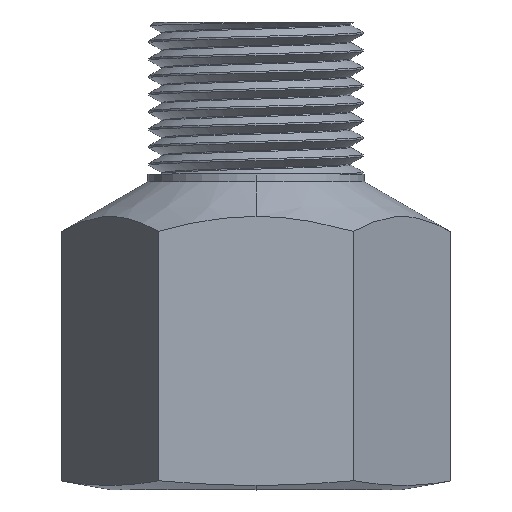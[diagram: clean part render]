
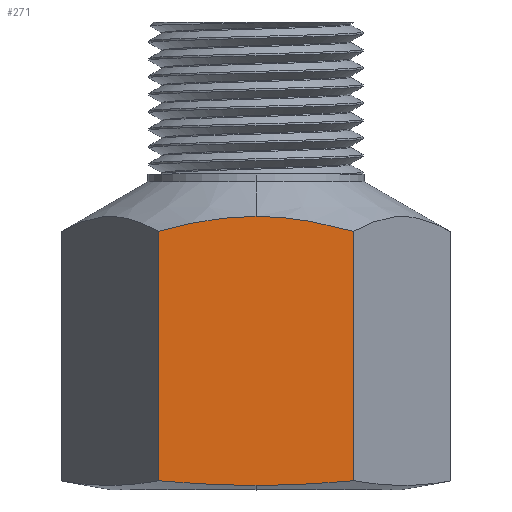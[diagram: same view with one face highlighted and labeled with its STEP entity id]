
A CAD part, top view. The second image highlights one B-rep face of the part: STEP entity #271.
In plain terms, the highlighted planar face has unit normal (0, 0, 1).
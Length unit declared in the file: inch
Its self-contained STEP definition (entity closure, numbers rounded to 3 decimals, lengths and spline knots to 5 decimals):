
#46 = AXIS2_PLACEMENT_3D ( 'NONE', #759, #3470, #1662 ) ;
#50 = CARTESIAN_POINT ( 'NONE',  ( 0.2565, 0.82552, 0.53 ) ) ;
#61 = CARTESIAN_POINT ( 'NONE',  ( 0., 0.85857, 0.53 ) ) ;
#78 = CARTESIAN_POINT ( 'NONE',  ( -0.20514, 0.83672, 0.53 ) ) ;
#110 = EDGE_CURVE ( 'NONE', #2057, #2107, #3888, .T. ) ;
#123 = CARTESIAN_POINT ( 'NONE',  ( 0., 0.85857, 0.53 ) ) ;
#147 = CARTESIAN_POINT ( 'NONE',  ( -0.306, 0.81123, 0.53 ) ) ;
#255 = B_SPLINE_CURVE_WITH_KNOTS ( 'NONE', 3,
 ( #2167, #50, #365, #2479, #672, #2789, #984, #3090 ),
 .UNSPECIFIED., .F., .F.,
 ( 4, 2, 2, 4 ),
 ( 0.03937, 0.0433, 0.04527, 0.04724 ),
 .UNSPECIFIED. ) ;
#269 = VERTEX_POINT ( 'NONE', #2254 ) ;
#271 = ADVANCED_FACE ( 'NONE', ( #2193 ), #1066, .F. ) ;
#365 = CARTESIAN_POINT ( 'NONE',  ( 0.20638, 0.83741, 0.53 ) ) ;
#379 = CARTESIAN_POINT ( 'NONE',  ( -0.28108, 0.81843, 0.53 ) ) ;
#405 = ORIENTED_EDGE ( 'NONE', *, *, #1348, .T. ) ;
#464 = CARTESIAN_POINT ( 'NONE',  ( 0., 0.01311, 0.53 ) ) ;
#565 = CARTESIAN_POINT ( 'NONE',  ( 0.10206, 0.01444, 0.53 ) ) ;
#672 = CARTESIAN_POINT ( 'NONE',  ( 0.10405, 0.85309, 0.53 ) ) ;
#737 = CARTESIAN_POINT ( 'NONE',  ( -0.25507, 0.02308, 0.53 ) ) ;
#759 = CARTESIAN_POINT ( 'NONE',  ( -0.306, 1.47, 0.53 ) ) ;
#871 = CARTESIAN_POINT ( 'NONE',  ( 0.25503, 0.02308, 0.53 ) ) ;
#891 = VERTEX_POINT ( 'NONE', #464 ) ;
#984 = CARTESIAN_POINT ( 'NONE',  ( 0.02591, 0.85857, 0.53 ) ) ;
#1031 = VERTEX_POINT ( 'NONE', #123 ) ;
#1050 = CARTESIAN_POINT ( 'NONE',  ( -0.10197, 0.01443, 0.53 ) ) ;
#1066 = PLANE ( 'NONE',  #46 ) ;
#1088 = EDGE_CURVE ( 'NONE', #269, #891, #1954, .T. ) ;
#1287 = CARTESIAN_POINT ( 'NONE',  ( -0.05178, 0.85857, 0.53 ) ) ;
#1316 = CARTESIAN_POINT ( 'NONE',  ( -0.306, 1.47, 0.53 ) ) ;
#1332 = B_SPLINE_CURVE_WITH_KNOTS ( 'NONE', 3,
 ( #2069, #2374, #565, #2676, #871, #2984 ),
 .UNSPECIFIED., .F., .F.,
 ( 4, 2, 4 ),
 ( 0.02067, 0.02457, 0.02846 ),
 .UNSPECIFIED. ) ;
#1347 = CARTESIAN_POINT ( 'NONE',  ( 0., 0.01311, 0.53 ) ) ;
#1348 = EDGE_CURVE ( 'NONE', #2057, #1031, #255, .T. ) ;
#1368 = ORIENTED_EDGE ( 'NONE', *, *, #1088, .T. ) ;
#1376 = EDGE_CURVE ( 'NONE', #1031, #1545, #3484, .T. ) ;
#1545 = VERTEX_POINT ( 'NONE', #147 ) ;
#1598 = ORIENTED_EDGE ( 'NONE', *, *, #1376, .T. ) ;
#1615 = DIRECTION ( 'NONE',  ( 0., -1., 0. ) ) ;
#1662 = DIRECTION ( 'NONE',  ( -1., 0., 0. ) ) ;
#1688 = ORIENTED_EDGE ( 'NONE', *, *, #3039, .T. ) ;
#1890 = CARTESIAN_POINT ( 'NONE',  ( -0.17971, 0.84177, 0.53 ) ) ;
#1954 = B_SPLINE_CURVE_WITH_KNOTS ( 'NONE', 3,
 ( #3733, #737, #2851, #1050, #3152, #1347 ),
 .UNSPECIFIED., .F., .F.,
 ( 4, 2, 4 ),
 ( 0.01288, 0.01677, 0.02067 ),
 .UNSPECIFIED. ) ;
#2057 = VERTEX_POINT ( 'NONE', #2999 ) ;
#2069 = CARTESIAN_POINT ( 'NONE',  ( 0., 0.01311, 0.53 ) ) ;
#2107 = VERTEX_POINT ( 'NONE', #3637 ) ;
#2122 = VECTOR ( 'NONE', #1615, 39.37008 ) ;
#2149 = EDGE_LOOP ( 'NONE', ( #3702, #405, #1598, #1688, #1368, #3345 ) ) ;
#2167 = CARTESIAN_POINT ( 'NONE',  ( 0.306, 0.81123, 0.53 ) ) ;
#2190 = CARTESIAN_POINT ( 'NONE',  ( -0.25587, 0.82504, 0.53 ) ) ;
#2193 = FACE_OUTER_BOUND ( 'NONE', #2149, .T. ) ;
#2254 = CARTESIAN_POINT ( 'NONE',  ( -0.306, 0.02757, 0.53 ) ) ;
#2374 = CARTESIAN_POINT ( 'NONE',  ( 0.05104, 0.01311, 0.53 ) ) ;
#2388 = VECTOR ( 'NONE', #3010, 39.37008 ) ;
#2479 = CARTESIAN_POINT ( 'NONE',  ( 0.12981, 0.84985, 0.53 ) ) ;
#2500 = CARTESIAN_POINT ( 'NONE',  ( -0.306, 0.81123, 0.53 ) ) ;
#2676 = CARTESIAN_POINT ( 'NONE',  ( 0.20406, 0.01943, 0.53 ) ) ;
#2705 = CARTESIAN_POINT ( 'NONE',  ( 0.306, 1.47, 0.53 ) ) ;
#2789 = CARTESIAN_POINT ( 'NONE',  ( 0.05198, 0.85746, 0.53 ) ) ;
#2851 = CARTESIAN_POINT ( 'NONE',  ( -0.204, 0.01942, 0.53 ) ) ;
#2984 = CARTESIAN_POINT ( 'NONE',  ( 0.306, 0.02757, 0.53 ) ) ;
#2999 = CARTESIAN_POINT ( 'NONE',  ( 0.306, 0.81123, 0.53 ) ) ;
#3010 = DIRECTION ( 'NONE',  ( 0., -1., 0. ) ) ;
#3039 = EDGE_CURVE ( 'NONE', #1545, #269, #3629, .T. ) ;
#3090 = CARTESIAN_POINT ( 'NONE',  ( 0., 0.85857, 0.53 ) ) ;
#3152 = CARTESIAN_POINT ( 'NONE',  ( -0.05097, 0.01311, 0.53 ) ) ;
#3227 = EDGE_CURVE ( 'NONE', #891, #2107, #1332, .T. ) ;
#3345 = ORIENTED_EDGE ( 'NONE', *, *, #3227, .T. ) ;
#3470 = DIRECTION ( 'NONE',  ( 0., 0., -1. ) ) ;
#3484 = B_SPLINE_CURVE_WITH_KNOTS ( 'NONE', 3,
 ( #61, #1287, #3686, #1890, #78, #2190, #379, #2500 ),
 .UNSPECIFIED., .F., .F.,
 ( 4, 2, 2, 4 ),
 ( 0.04724, 0.05117, 0.05314, 0.05511 ),
 .UNSPECIFIED. ) ;
#3629 = LINE ( 'NONE', #1316, #2122 ) ;
#3637 = CARTESIAN_POINT ( 'NONE',  ( 0.306, 0.02757, 0.53 ) ) ;
#3686 = CARTESIAN_POINT ( 'NONE',  ( -0.10315, 0.85412, 0.53 ) ) ;
#3702 = ORIENTED_EDGE ( 'NONE', *, *, #110, .F. ) ;
#3733 = CARTESIAN_POINT ( 'NONE',  ( -0.306, 0.02757, 0.53 ) ) ;
#3888 = LINE ( 'NONE', #2705, #2388 ) ;
